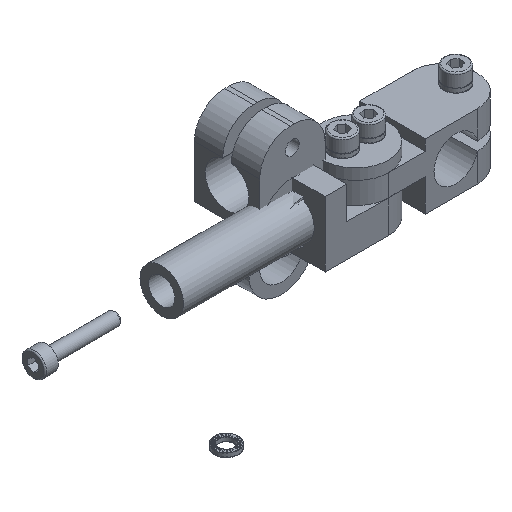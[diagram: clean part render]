
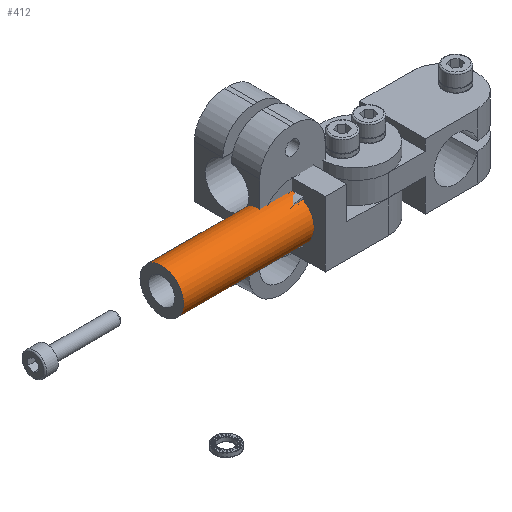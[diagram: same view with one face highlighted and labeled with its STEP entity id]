
A CAD part, isometric view. The second image highlights one B-rep face of the part: STEP entity #412.
In plain terms, the highlighted cylindrical face has radius 5 mm (diameter 10 mm), a full revolution.
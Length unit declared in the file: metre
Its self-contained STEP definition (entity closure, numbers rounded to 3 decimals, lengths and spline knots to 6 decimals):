
#412 = ADVANCED_FACE( '', ( #873, #874 ), #875, .T. );
#873 = FACE_OUTER_BOUND( '', #1522, .T. );
#874 = FACE_OUTER_BOUND( '', #1523, .T. );
#875 = CYLINDRICAL_SURFACE( '', #1524, 0.005 );
#1522 = EDGE_LOOP( '', ( #2214 ) );
#1523 = EDGE_LOOP( '', ( #2215 ) );
#1524 = AXIS2_PLACEMENT_3D( '', #2216, #2217, #2218 );
#2214 = ORIENTED_EDGE( '', *, *, #4774, .F. );
#2215 = ORIENTED_EDGE( '', *, *, #4775, .F. );
#2216 = CARTESIAN_POINT( '', ( -0.03, 0., 0. ) );
#2217 = DIRECTION( '', ( -1., 0., 0. ) );
#2218 = DIRECTION( '', ( 0., 0., -1. ) );
#4774 = EDGE_CURVE( '', #5680, #5680, #5681, .T. );
#4775 = EDGE_CURVE( '', #5682, #5682, #5683, .T. );
#5680 = VERTEX_POINT( '', #7081 );
#5681 = CIRCLE( '', #7082, 0.005 );
#5682 = VERTEX_POINT( '', #7083 );
#5683 = CIRCLE( '', #7084, 0.005 );
#7081 = CARTESIAN_POINT( '', ( -0.03, 0.005, 0. ) );
#7082 = AXIS2_PLACEMENT_3D( '', #9046, #9047, #9048 );
#7083 = CARTESIAN_POINT( '', ( 0., 0., -0.005 ) );
#7084 = AXIS2_PLACEMENT_3D( '', #9049, #9050, #9051 );
#9046 = CARTESIAN_POINT( '', ( -0.03, 0., 0. ) );
#9047 = DIRECTION( '', ( -1., 0., 0. ) );
#9048 = DIRECTION( '', ( 0., 1., 0. ) );
#9049 = CARTESIAN_POINT( '', ( 0., 0., 0. ) );
#9050 = DIRECTION( '', ( 1., 0., 0. ) );
#9051 = DIRECTION( '', ( 0., 0., -1. ) );
